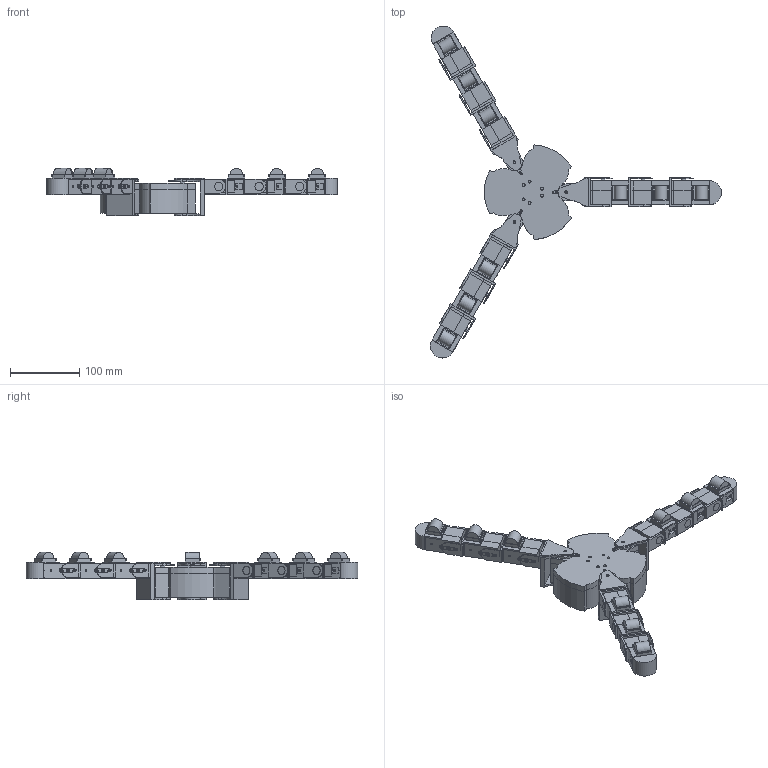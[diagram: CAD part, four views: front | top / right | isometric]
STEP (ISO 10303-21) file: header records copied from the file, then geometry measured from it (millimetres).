
FILE_DESCRIPTION(/* description */ ('','CAx-IF Rec.Pracs.---Representation and Presentation of Product Manufacturing Information (PMI)---4.0---2014-10-13'),/* implementation_level */ '2;1');
FILE_NAME(/* name */ 'hand_assembly.step',/* time_stamp */ '2025-01-22T13:48:50Z',/* author */ (''),/* organization */ (''),/* preprocessor_version */ 'ST-DEVELOPER v20',/* originating_system */ 'Autodesk Translation Framework v13.20.0.188',/* authorisation */ '');
FILE_SCHEMA (('AP242_MANAGED_MODEL_BASED_3D_ENGINEERING_MIM_LF { 1 0 10303 442 1 1 4 }'));
Length unit declared in the file: millimetre
Products named in the file (15): hand_assembly; hand_bottom; mg995r; hand_top; mg995r_horn1; hand_side_link; finger_sensor_mount; Servo Horn; DS-R005 v3; finger_motor_bottom; finger_joint_link; finger_tip; TactSensor; finger_motor_top; hand_side_link_cap
Assembly tree (80 placements, depth 2):
  hand_assembly
    hand_bottom
    mg995r  x3
    hand_top
    mg995r_horn1  x3
    hand_side_link  x3
    finger_motor_bottom  x9
    finger_motor_top  x9
    Servo Horn  x9
    DS-R005 v3  x9
    finger_joint_link  x9
    finger_tip  x3
    finger_sensor_mount  x9
    TactSensor  x9
    hand_side_link_cap  x3
Bounding box: 420.87 x 479.91 x 68.27 mm (x, y, z)
Volume: 1126347.5 mm3; surface area: 429625.6 mm2
Topology: 116 solids, 116 shells, 2699 faces, 6855 edges, 4548 vertices
Faces by surface type: plane 1928, cylinder 759, torus 12
Full cylindrical faces by diameter (mm): 1 x54, 1.2 x9, 1.5 x33, 2.25 x9, 2.5 x3, 2.6 x54, 4 x36, 4.017 x3, 4.7 x9, 5 x9, 5.1 x9, 5.8 x18, 6 x3, 6.47 x9, 6.76 x18, 7.6 x3, 7.759 x3, 10 x6, 10.15 x18, 12 x18
Entity records: 18311 total; most frequent: DIRECTION 3115, CARTESIAN_POINT 3069, ORIENTED_EDGE 2902, EDGE_CURVE 1451, LINE 1099, VECTOR 1099, AXIS2_PLACEMENT_3D 1008, VERTEX_POINT 962
